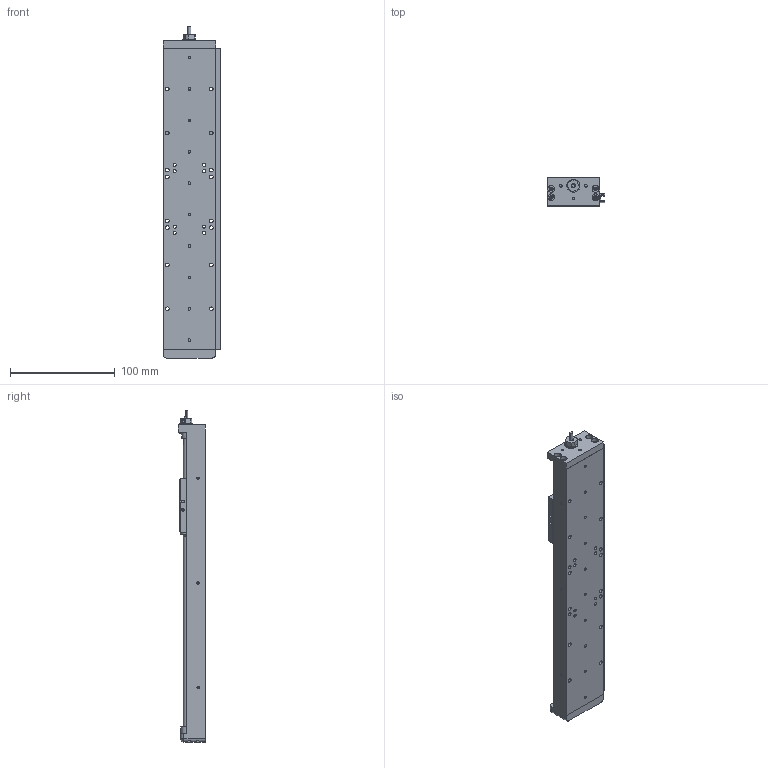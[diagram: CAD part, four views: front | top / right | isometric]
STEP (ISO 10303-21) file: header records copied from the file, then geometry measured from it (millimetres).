
FILE_DESCRIPTION (( 'STEP AP203' ), '1' );
FILE_NAME ('LAHP-25TM220LP25.step', '2020-12-09T21:54:36', ( '' ), ( '' ), 'SwSTEP 2.0', 'SolidWorks 2019', '' );
FILE_SCHEMA (( 'CONFIG_CONTROL_DESIGN' ));
Length unit declared in the file: inch
Products named in the file (3): LAHP-25TM220LP25; LAHP-25TM220LP25_CARRIAGE; LAHP-25TM220LP25_BASE
Assembly tree (2 placements, depth 2):
  LAHP-25TM220LP25
    LAHP-25TM220LP25_BASE
    LAHP-25TM220LP25_CARRIAGE
Bounding box: 55 x 26.58 x 317.16 mm (x, y, z)
Volume: 200480.3 mm3; surface area: 91980.7 mm2
Topology: 2 solids, 7 shells, 1409 faces, 3554 edges, 2256 vertices
Faces by surface type: plane 723, cylinder 472, cone 178, bspline 20, torus 16
Entity records: 43178 total; most frequent: CARTESIAN_POINT 8322, DIRECTION 7419, ORIENTED_EDGE 6976, EDGE_CURVE 3488, AXIS2_PLACEMENT_3D 2633, VERTEX_POINT 2256, LINE 2153, VECTOR 2153
